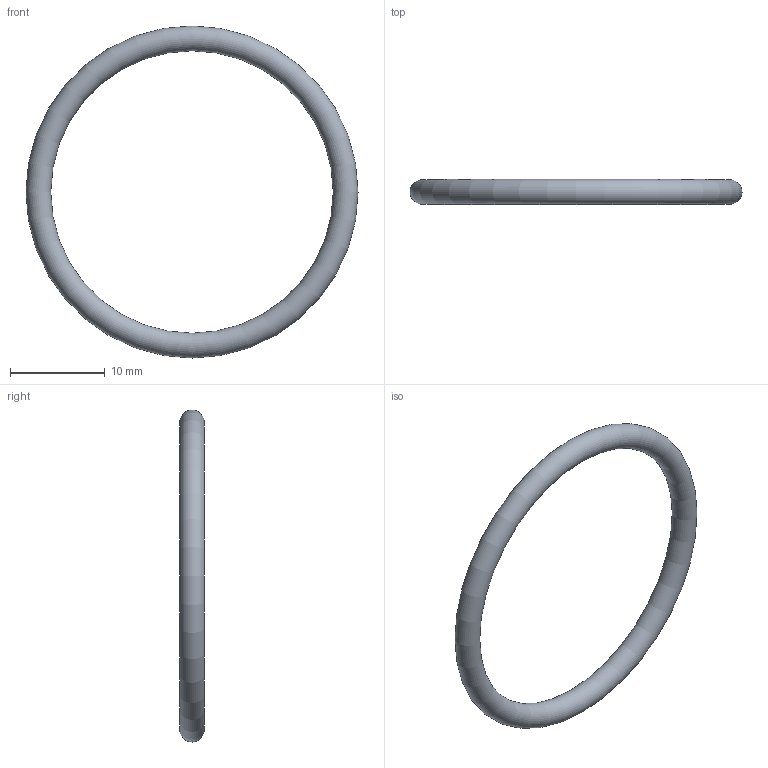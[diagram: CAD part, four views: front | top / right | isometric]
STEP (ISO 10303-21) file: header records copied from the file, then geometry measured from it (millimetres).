
FILE_DESCRIPTION(/* description */ ('AS568A -123 O-RING, FKM, BROWN'),/* implementation_level */ '2;1');
FILE_NAME(/* name */ 'LSQ200-RV.stp',/* time_stamp */ '2020-05-27T11:44:36-04:00',/* author */ ('ALR'),/* organization */ (''),/* preprocessor_version */ 'ST-DEVELOPER v17.2',/* originating_system */ 'Autodesk Inventor 2019',/* authorisation */ '');
FILE_SCHEMA (('AUTOMOTIVE_DESIGN { 1 0 10303 214 3 1 1 }'));
Length unit declared in the file: inch
Products named in the file (1): LSQ200-RV
Bounding box: 35.05 x 2.62 x 35.05 mm (x, y, z)
Volume: 547.8 mm3; surface area: 837.5 mm2
Topology: 1 solids, 1 shells, 1 faces, 2 edges, 1 vertices
Faces by surface type: torus 1
Entity records: 77 total; most frequent: DIRECTION 8, CARTESIAN_POINT 5, ORIENTED_EDGE 4, AXIS2_PLACEMENT_3D 4, CIRCLE 2, EDGE_CURVE 2, DERIVED_UNIT_ELEMENT 2, PROPERTY_DEFINITION_REPRESENTATION 2
